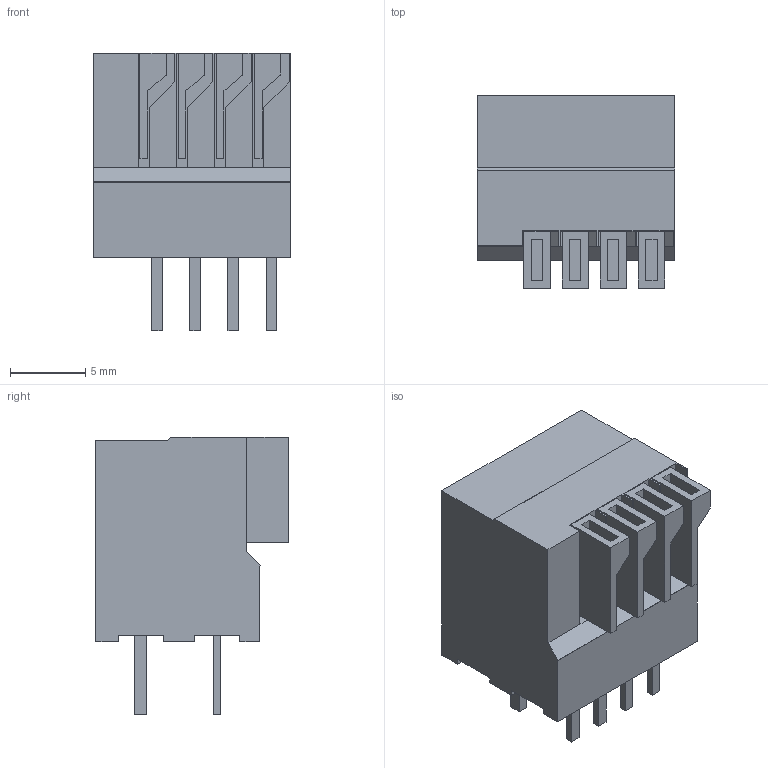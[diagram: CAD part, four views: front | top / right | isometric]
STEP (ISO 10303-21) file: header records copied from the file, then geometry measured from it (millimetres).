
FILE_DESCRIPTION((''),'2;1');
FILE_NAME('C-1-2834015-4','2016-08-16T',('workeradm'),('Tyco Electronics Ltd.'),'CREO PARAMETRIC BY PTC INC, 2016050','CREO PARAMETRIC BY PTC INC, 2016050','');
FILE_SCHEMA(('AUTOMOTIVE_DESIGN { 1 0 10303 214 1 1 1 1 }'));
Length unit declared in the file: millimetre
Products named in the file (1): C-1-2834015-4
Bounding box: 13.16 x 12.8 x 18.47 mm (x, y, z)
Volume: 1873.1 mm3; surface area: 1389.2 mm2
Topology: 1 solids, 1 shells, 143 faces, 367 edges, 242 vertices
Faces by surface type: plane 143
Entity records: 4413 total; most frequent: CARTESIAN_POINT 754, ORIENTED_EDGE 734, DIRECTION 653, VECTOR 367, LINE 367, EDGE_CURVE 367, VERTEX_POINT 242, EDGE_LOOP 159
